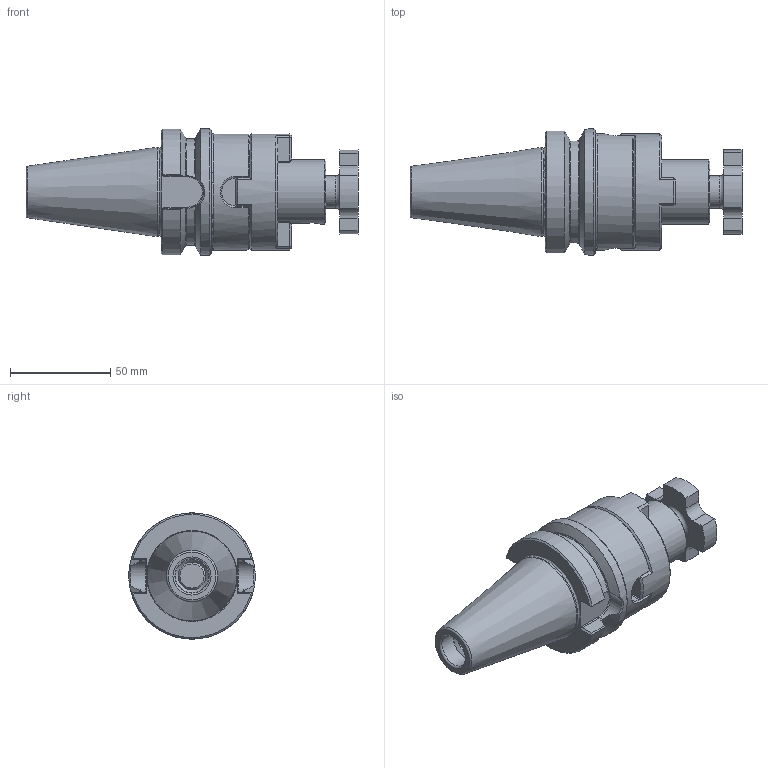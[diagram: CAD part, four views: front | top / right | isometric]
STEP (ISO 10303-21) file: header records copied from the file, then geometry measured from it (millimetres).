
FILE_DESCRIPTION( ( 'Unknown' ), '1' );
FILE_NAME( '214043240-B.stp', 'Unknown', ( 'Unknown' ), ( 'Unknown' ), 'PSStep 15.0.49', 'Unknown', ' ' );
FILE_SCHEMA( ( 'AUTOMOTIVE_DESIGN { 1 0 10303 214 1 1 1 1 }' ) );
Length unit declared in the file: millimetre
Products named in the file (3): 1; 2; 3
Bounding box: 165.4 x 63 x 63 mm (x, y, z)
Volume: 231465.3 mm3; surface area: 46058.6 mm2
Topology: 3 solids, 3 shells, 213 faces, 527 edges, 322 vertices
Faces by surface type: plane 126, cone 34, cylinder 34, torus 13, bspline 6
Full cylindrical faces by diameter (mm): 13.835 x3, 16 x1, 17 x2, 31.4 x1, 32 x2, 58 x2, 63 x1
Entity records: 8317 total; most frequent: CARTESIAN_POINT 1902, ORIENTED_EDGE 970, DIRECTION 932, EDGE_CURVE 485, AXIS2_PLACEMENT_3D 350, VERTEX_POINT 309, EDGE_LOOP 246, LINE 232
